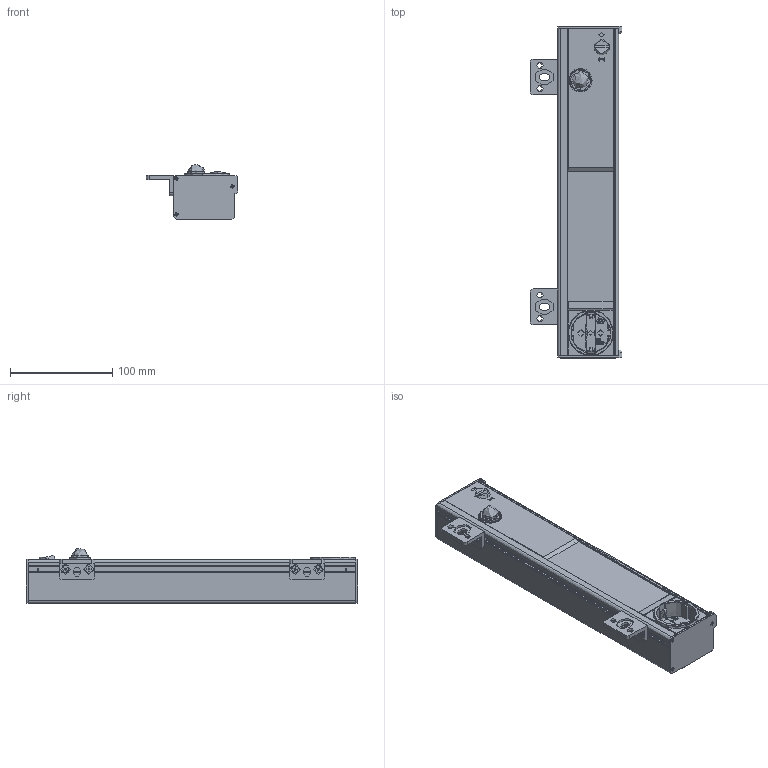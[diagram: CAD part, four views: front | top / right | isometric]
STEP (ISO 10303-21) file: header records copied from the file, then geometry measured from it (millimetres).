
FILE_DESCRIPTION(/* description */ (''),/* implementation_level */ '2;1');
FILE_NAME(/* name */ '01-054-00013_LED-A-325-B-E-R-vx.stp',/* time_stamp */ '2019-11-24T16:58:05+01:00',/* author */ ('CAD'),/* organization */ (''),/* preprocessor_version */ 'ST-DEVELOPER v15.6',/* originating_system */ 'Autodesk Inventor 2015',/* authorisation */ '');
FILE_SCHEMA (('AUTOMOTIVE_DESIGN { 1 0 10303 214 3 1 1 }'));
Products named in the file (1): 01-054-00013_LED-A-325-B-E-R-vx-vereinfacht
Bounding box: 90 x 325 x 53.59 mm (x, y, z)
Volume: 259413 mm3; surface area: 245503.2 mm2
Topology: 35 solids, 37 shells, 5418 faces, 14512 edges, 9375 vertices
Faces by surface type: plane 3672, cylinder 874, bspline 473, cone 238, sphere 82, torus 79
Full cylindrical faces by diameter (mm): 2.2 x6, 2.5 x6, 2.65 x1, 3 x6, 3.15 x1, 3.5 x1, 3.8 x1, 4.134 x4, 4.509 x4, 5 x4, 5.5 x2, 6.4 x8, 9.3 x4, 9.8 x1, 10 x1, 11.835 x1, 13.8 x1, 14.2 x1, 16 x2, 17 x1, 17.7 x1, 21 x1, 21.5 x1, 23 x1, 36.995 x1
Entity records: 188605 total; most frequent: CARTESIAN_POINT 52466, ORIENTED_EDGE 28538, DIRECTION 25456, EDGE_CURVE 14302, LINE 10634, VECTOR 10634, VERTEX_POINT 9340, AXIS2_PLACEMENT_3D 7411
